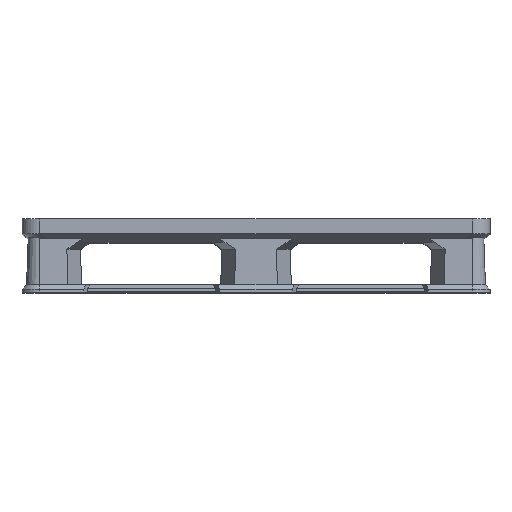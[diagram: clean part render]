
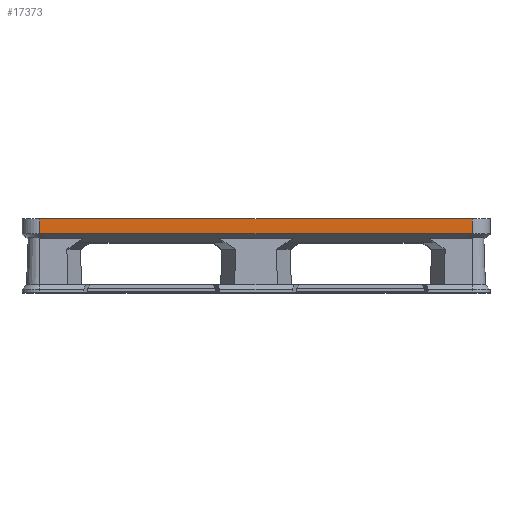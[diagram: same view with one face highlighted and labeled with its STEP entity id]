
A CAD part, top view. The second image highlights one B-rep face of the part: STEP entity #17373.
In plain terms, the highlighted planar face has unit normal (0, 0, 1).
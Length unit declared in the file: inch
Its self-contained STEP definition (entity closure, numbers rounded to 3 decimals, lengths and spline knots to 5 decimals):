
#2890=DIRECTION('',(1.,0.,0.));
#2891=VECTOR('',#2890,37.);
#2892=CARTESIAN_POINT('',(-18.5,0.375,24.));
#2893=LINE('',#2892,#2891);
#2936=DIRECTION('',(1.,0.,0.));
#2937=VECTOR('',#2936,37.);
#2938=CARTESIAN_POINT('',(-18.5,1.625,24.));
#2939=LINE('',#2938,#2937);
#2940=DIRECTION('',(0.,-1.,0.));
#2941=VECTOR('',#2940,1.25);
#2942=CARTESIAN_POINT('',(18.5,1.625,24.));
#2943=LINE('',#2942,#2941);
#2944=DIRECTION('',(0.,-1.,0.));
#2945=VECTOR('',#2944,1.25);
#2946=CARTESIAN_POINT('',(-18.5,1.625,24.));
#2947=LINE('',#2946,#2945);
#10820=CARTESIAN_POINT('',(-18.5,1.625,24.));
#10822=VERTEX_POINT('',#10820);
#10826=CARTESIAN_POINT('',(-18.5,0.375,24.));
#10827=VERTEX_POINT('',#10826);
#10842=CARTESIAN_POINT('',(18.5,1.625,24.));
#10844=VERTEX_POINT('',#10842);
#10848=CARTESIAN_POINT('',(18.5,0.375,24.));
#10849=VERTEX_POINT('',#10848);
#17360=CARTESIAN_POINT('',(0.,1.625,24.));
#17361=DIRECTION('',(0.,0.,-1.));
#17362=DIRECTION('',(0.,-1.,0.));
#17363=AXIS2_PLACEMENT_3D('',#17360,#17361,#17362);
#17364=PLANE('',#17363);
#17365=ORIENTED_EDGE('',*,*,#15963,.T.);
#17367=ORIENTED_EDGE('',*,*,#17366,.T.);
#17368=ORIENTED_EDGE('',*,*,#17332,.F.);
#17370=ORIENTED_EDGE('',*,*,#17369,.F.);
#17371=EDGE_LOOP('',(#17365,#17367,#17368,#17370));
#17372=FACE_OUTER_BOUND('',#17371,.F.);
#17373=ADVANCED_FACE('',(#17372),#17364,.F.);
#15963=EDGE_CURVE('',#10822,#10844,#2939,.T.);
#17332=EDGE_CURVE('',#10827,#10849,#2893,.T.);
#17366=EDGE_CURVE('',#10844,#10849,#2943,.T.);
#17369=EDGE_CURVE('',#10822,#10827,#2947,.T.);
